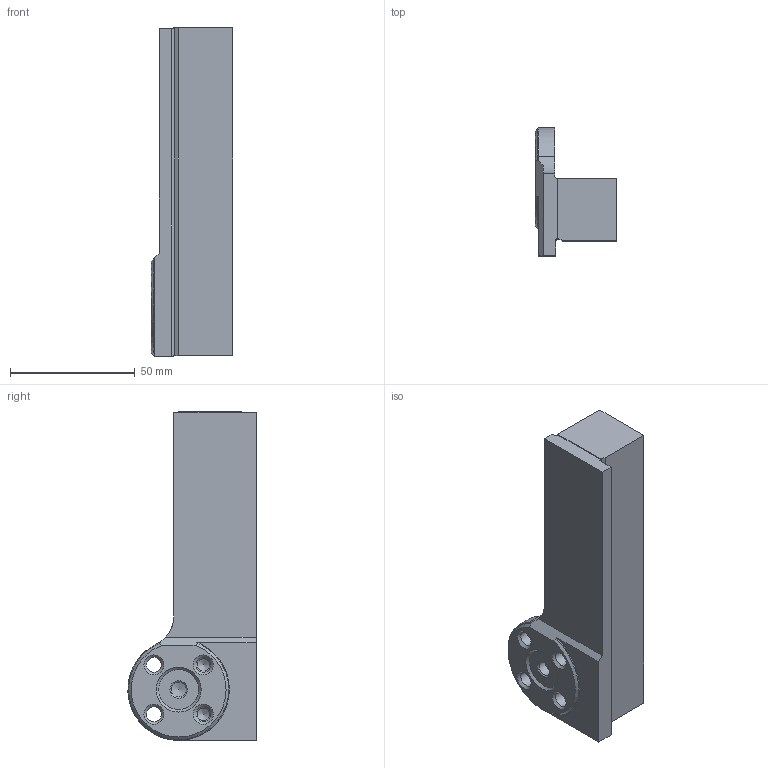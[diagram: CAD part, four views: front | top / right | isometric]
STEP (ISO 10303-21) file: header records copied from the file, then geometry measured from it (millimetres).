
FILE_DESCRIPTION(/* description */ (''),/* implementation_level */ '2;1');
FILE_NAME(/* name */ '1537785322383.stp',/* time_stamp */ '2018-09-24T16:05:39+06:00',/* author */ (''),/* organization */ ('SMS'),/* preprocessor_version */ 'ST-DEVELOPER v15',/* originating_system */ 'SIEMENS PLM Software NX 8.5',/* authorisation */ '');
FILE_SCHEMA (('AUTOMOTIVE_DESIGN { 1 0 10303 214 3 1 1 1 }'));
Length unit declared in the file: millimetre
Products named in the file (1): 201850907mod000_00
Bounding box: 32.82 x 51.31 x 131.65 mm (x, y, z)
Volume: 107791.7 mm3; surface area: 20308.9 mm2
Topology: 1 solids, 1 shells, 47 faces, 121 edges, 80 vertices
Faces by surface type: plane 21, cone 14, cylinder 12
Full cylindrical faces by diameter (mm): 5 x2, 6 x5, 6.009 x1
Entity records: 1357 total; most frequent: CARTESIAN_POINT 246, DIRECTION 228, ORIENTED_EDGE 186, EDGE_CURVE 93, AXIS2_PLACEMENT_3D 91, EDGE_LOOP 72, VERTEX_POINT 72, FACE_BOUND 51
